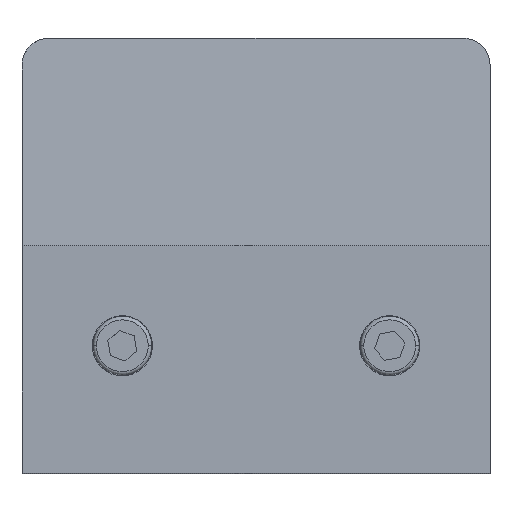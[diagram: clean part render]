
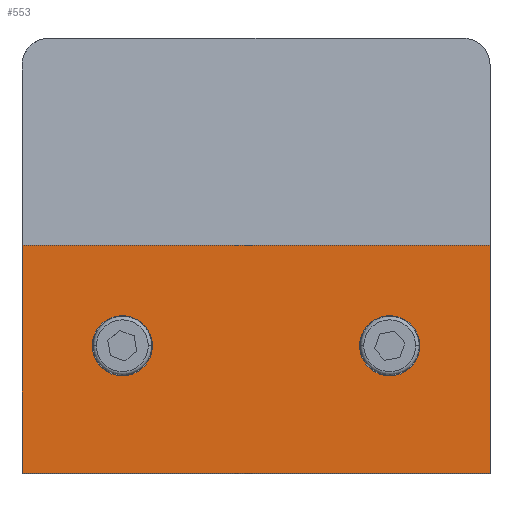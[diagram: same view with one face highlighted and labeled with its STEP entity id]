
A CAD part, top view. The second image highlights one B-rep face of the part: STEP entity #553.
In plain terms, the highlighted planar face has unit normal (0, 0, 1).
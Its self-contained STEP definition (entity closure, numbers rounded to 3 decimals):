
#9 = CARTESIAN_POINT ( 'NONE',  ( -20., -8.5, 29.25 ) ) ;
#50 = DIRECTION ( 'NONE',  ( 1., 0., 0. ) ) ;
#58 = DIRECTION ( 'NONE',  ( 0., 0., 1. ) ) ;
#102 = CIRCLE ( 'NONE', #222, 4.5 ) ;
#124 = VERTEX_POINT ( 'NONE', #183 ) ;
#183 = CARTESIAN_POINT ( 'NONE',  ( -35., -27.576, 29.25 ) ) ;
#222 = AXIS2_PLACEMENT_3D ( 'NONE', #3106, #58, #588 ) ;
#229 = CARTESIAN_POINT ( 'NONE',  ( -20., -8.5, 29.25 ) ) ;
#288 = VERTEX_POINT ( 'NONE', #1975 ) ;
#432 = CARTESIAN_POINT ( 'NONE',  ( 35., 6.5, 29.25 ) ) ;
#442 = VERTEX_POINT ( 'NONE', #1285 ) ;
#553 = ADVANCED_FACE ( 'NONE', ( #564, #1440, #1682 ), #2299, .F. ) ;
#564 = FACE_BOUND ( 'NONE', #2994, .T. ) ;
#575 = DIRECTION ( 'NONE',  ( 0., 1., 0. ) ) ;
#588 = DIRECTION ( 'NONE',  ( 1., 0., 0. ) ) ;
#633 = ORIENTED_EDGE ( 'NONE', *, *, #2501, .F. ) ;
#646 = DIRECTION ( 'NONE',  ( 1., 0., 0. ) ) ;
#667 = CARTESIAN_POINT ( 'NONE',  ( 35., 6.5, 29.25 ) ) ;
#701 = VERTEX_POINT ( 'NONE', #432 ) ;
#860 = CARTESIAN_POINT ( 'NONE',  ( -24.5, -8.5, 29.25 ) ) ;
#867 = ORIENTED_EDGE ( 'NONE', *, *, #1452, .F. ) ;
#882 = EDGE_CURVE ( 'NONE', #124, #2333, #3025, .T. ) ;
#1107 = CARTESIAN_POINT ( 'NONE',  ( -42.5, -27.576, 29.25 ) ) ;
#1109 = EDGE_CURVE ( 'NONE', #2263, #1434, #2281, .T. ) ;
#1222 = AXIS2_PLACEMENT_3D ( 'NONE', #1403, #2556, #575 ) ;
#1245 = CIRCLE ( 'NONE', #2532, 4.5 ) ;
#1276 = LINE ( 'NONE', #2396, #1841 ) ;
#1285 = CARTESIAN_POINT ( 'NONE',  ( -35., 6.5, 29.25 ) ) ;
#1342 = AXIS2_PLACEMENT_3D ( 'NONE', #9, #3179, #50 ) ;
#1403 = CARTESIAN_POINT ( 'NONE',  ( 35., 6.5, 29.25 ) ) ;
#1434 = VERTEX_POINT ( 'NONE', #860 ) ;
#1435 = CARTESIAN_POINT ( 'NONE',  ( 20., -8.5, 29.25 ) ) ;
#1440 = FACE_BOUND ( 'NONE', #2039, .T. ) ;
#1452 = EDGE_CURVE ( 'NONE', #3050, #288, #102, .T. ) ;
#1505 = EDGE_CURVE ( 'NONE', #288, #3050, #3116, .T. ) ;
#1549 = EDGE_CURVE ( 'NONE', #701, #2333, #3405, .T. ) ;
#1580 = ORIENTED_EDGE ( 'NONE', *, *, #1109, .F. ) ;
#1583 = DIRECTION ( 'NONE',  ( 0., -1., 0. ) ) ;
#1664 = ORIENTED_EDGE ( 'NONE', *, *, #1505, .F. ) ;
#1682 = FACE_OUTER_BOUND ( 'NONE', #2086, .T. ) ;
#1815 = DIRECTION ( 'NONE',  ( -1., 0., 0. ) ) ;
#1841 = VECTOR ( 'NONE', #1583, 1000. ) ;
#1867 = DIRECTION ( 'NONE',  ( 1., 0., 0. ) ) ;
#1975 = CARTESIAN_POINT ( 'NONE',  ( 15.5, -8.5, 29.25 ) ) ;
#2039 = EDGE_LOOP ( 'NONE', ( #867, #1664 ) ) ;
#2086 = EDGE_LOOP ( 'NONE', ( #3211, #3195, #3331, #2738 ) ) ;
#2263 = VERTEX_POINT ( 'NONE', #2576 ) ;
#2265 = CARTESIAN_POINT ( 'NONE',  ( 35., -27.576, 29.25 ) ) ;
#2281 = CIRCLE ( 'NONE', #1342, 4.5 ) ;
#2299 = PLANE ( 'NONE',  #1222 ) ;
#2327 = DIRECTION ( 'NONE',  ( 0., -1., 0. ) ) ;
#2333 = VERTEX_POINT ( 'NONE', #2265 ) ;
#2375 = LINE ( 'NONE', #3471, #2471 ) ;
#2396 = CARTESIAN_POINT ( 'NONE',  ( -35., 6.5, 29.25 ) ) ;
#2397 = AXIS2_PLACEMENT_3D ( 'NONE', #1435, #2860, #646 ) ;
#2471 = VECTOR ( 'NONE', #1815, 1000. ) ;
#2501 = EDGE_CURVE ( 'NONE', #1434, #2263, #1245, .T. ) ;
#2532 = AXIS2_PLACEMENT_3D ( 'NONE', #229, #3373, #3036 ) ;
#2556 = DIRECTION ( 'NONE',  ( 0., 0., -1. ) ) ;
#2576 = CARTESIAN_POINT ( 'NONE',  ( -15.5, -8.5, 29.25 ) ) ;
#2738 = ORIENTED_EDGE ( 'NONE', *, *, #3627, .T. ) ;
#2860 = DIRECTION ( 'NONE',  ( 0., 0., 1. ) ) ;
#2908 = EDGE_CURVE ( 'NONE', #442, #124, #1276, .T. ) ;
#2929 = VECTOR ( 'NONE', #1867, 1000. ) ;
#2994 = EDGE_LOOP ( 'NONE', ( #1580, #633 ) ) ;
#3025 = LINE ( 'NONE', #1107, #2929 ) ;
#3036 = DIRECTION ( 'NONE',  ( 1., 0., 0. ) ) ;
#3050 = VERTEX_POINT ( 'NONE', #3075 ) ;
#3075 = CARTESIAN_POINT ( 'NONE',  ( 24.5, -8.5, 29.25 ) ) ;
#3106 = CARTESIAN_POINT ( 'NONE',  ( 20., -8.5, 29.25 ) ) ;
#3116 = CIRCLE ( 'NONE', #2397, 4.5 ) ;
#3179 = DIRECTION ( 'NONE',  ( 0., 0., 1. ) ) ;
#3181 = VECTOR ( 'NONE', #2327, 1000. ) ;
#3195 = ORIENTED_EDGE ( 'NONE', *, *, #882, .T. ) ;
#3211 = ORIENTED_EDGE ( 'NONE', *, *, #2908, .T. ) ;
#3331 = ORIENTED_EDGE ( 'NONE', *, *, #1549, .F. ) ;
#3373 = DIRECTION ( 'NONE',  ( 0., 0., 1. ) ) ;
#3405 = LINE ( 'NONE', #667, #3181 ) ;
#3471 = CARTESIAN_POINT ( 'NONE',  ( 35., 6.5, 29.25 ) ) ;
#3627 = EDGE_CURVE ( 'NONE', #701, #442, #2375, .T. ) ;
